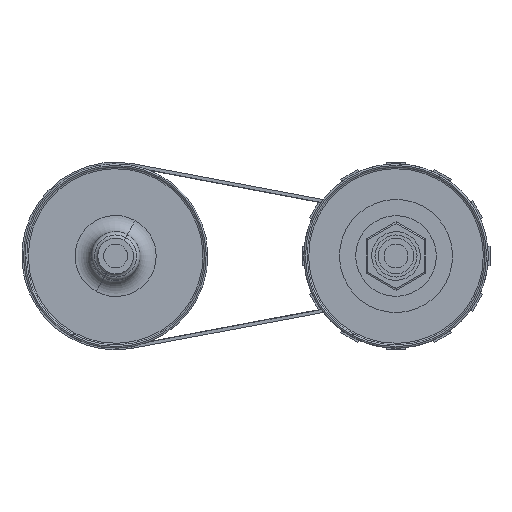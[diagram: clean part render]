
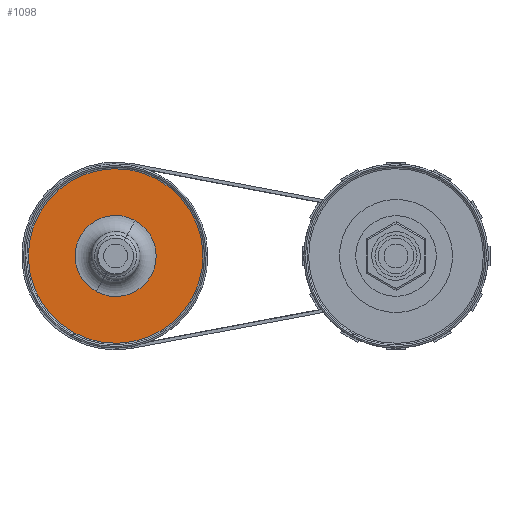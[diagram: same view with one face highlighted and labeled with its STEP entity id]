
A CAD part, front view. The second image highlights one B-rep face of the part: STEP entity #1098.
In plain terms, the highlighted planar face has unit normal (0, -1, 0).
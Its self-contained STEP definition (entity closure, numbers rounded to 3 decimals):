
#305=CARTESIAN_POINT('Axis2P3D Location',(0.,-14.,0.)) ;
#309=CARTESIAN_POINT('Vertex',(-11.986,-14.,-21.94)) ;
#311=CARTESIAN_POINT('Vertex',(11.986,-14.,21.94)) ;
#345=CARTESIAN_POINT('Axis2P3D Location',(0.,-14.,0.)) ;
#1071=CARTESIAN_POINT('Axis2P3D Location',(0.,-14.,54.875)) ;
#1076=CARTESIAN_POINT('Axis2P3D Location',(0.,-14.,0.)) ;
#1080=CARTESIAN_POINT('Vertex',(-25.829,-14.,-47.28)) ;
#1082=CARTESIAN_POINT('Vertex',(25.829,-14.,47.28)) ;
#1085=CARTESIAN_POINT('Axis2P3D Location',(0.,-14.,0.)) ;
#306=DIRECTION('Axis2P3D Direction',(0.,1.,-0.)) ;
#346=DIRECTION('Axis2P3D Direction',(-0.,1.,0.)) ;
#1072=DIRECTION('Axis2P3D Direction',(0.,1.,0.)) ;
#1073=DIRECTION('Axis2P3D XDirection',(1.,-0.,0.)) ;
#1077=DIRECTION('Axis2P3D Direction',(0.,1.,0.)) ;
#1086=DIRECTION('Axis2P3D Direction',(0.,1.,0.)) ;
#307=AXIS2_PLACEMENT_3D('Circle Axis2P3D',#305,#306,$) ;
#347=AXIS2_PLACEMENT_3D('Circle Axis2P3D',#345,#346,$) ;
#1074=AXIS2_PLACEMENT_3D('Plane Axis2P3D',#1071,#1072,#1073) ;
#1078=AXIS2_PLACEMENT_3D('Circle Axis2P3D',#1076,#1077,$) ;
#1087=AXIS2_PLACEMENT_3D('Circle Axis2P3D',#1085,#1086,$) ;
#1091=ORIENTED_EDGE('',*,*,#1084,.T.) ;
#1092=ORIENTED_EDGE('',*,*,#1089,.T.) ;
#1095=ORIENTED_EDGE('',*,*,#313,.F.) ;
#1096=ORIENTED_EDGE('',*,*,#349,.F.) ;
#1097=FACE_BOUND('',#1094,.T.) ;
#1098=ADVANCED_FACE('PartBody',(#1093,#1097),#1075,.F.) ;
#308=CIRCLE('generated circle',#307,25.) ;
#348=CIRCLE('generated circle',#347,25.) ;
#1079=CIRCLE('generated circle',#1078,53.875) ;
#1088=CIRCLE('generated circle',#1087,53.875) ;
#313=EDGE_CURVE('',#310,#312,#308,.F.) ;
#349=EDGE_CURVE('',#312,#310,#348,.F.) ;
#1084=EDGE_CURVE('',#1081,#1083,#1079,.F.) ;
#1089=EDGE_CURVE('',#1083,#1081,#1088,.F.) ;
#1090=EDGE_LOOP('',(#1091,#1092)) ;
#1094=EDGE_LOOP('',(#1095,#1096)) ;
#1093=FACE_OUTER_BOUND('',#1090,.T.) ;
#1075=PLANE('Plane',#1074) ;
#310=VERTEX_POINT('',#309) ;
#312=VERTEX_POINT('',#311) ;
#1081=VERTEX_POINT('',#1080) ;
#1083=VERTEX_POINT('',#1082) ;
